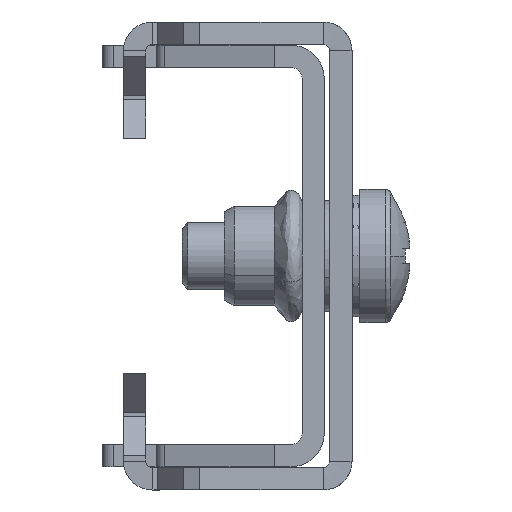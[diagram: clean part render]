
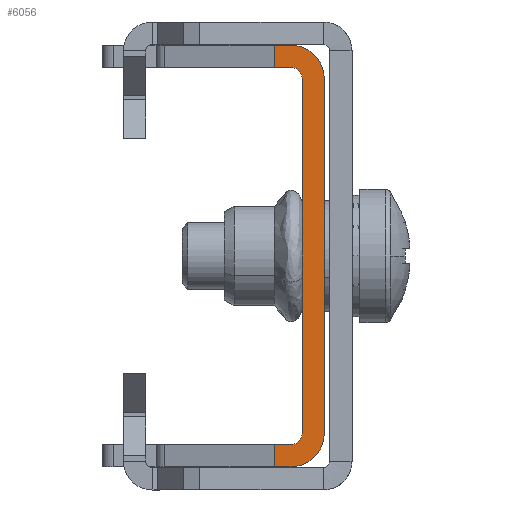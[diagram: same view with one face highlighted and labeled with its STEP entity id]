
A CAD part, left-side view. The second image highlights one B-rep face of the part: STEP entity #6056.
In plain terms, the highlighted planar face has unit normal (-1, 0, 0).
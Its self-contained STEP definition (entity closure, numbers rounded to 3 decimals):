
#213 = CARTESIAN_POINT ( 'NONE',  ( -118.3, 0., 16. ) ) ;
#309 = VECTOR ( 'NONE', #9342, 1000. ) ;
#400 = ORIENTED_EDGE ( 'NONE', *, *, #569, .T. ) ;
#449 = AXIS2_PLACEMENT_3D ( 'NONE', #11343, #10768, #10707 ) ;
#484 = CARTESIAN_POINT ( 'NONE',  ( -118.3, 2.5, -19. ) ) ;
#569 = EDGE_CURVE ( 'NONE', #10748, #9220, #7302, .T. ) ;
#607 = CARTESIAN_POINT ( 'NONE',  ( -118.3, 1., 17. ) ) ;
#695 = VECTOR ( 'NONE', #11333, 1000. ) ;
#753 = FACE_OUTER_BOUND ( 'NONE', #3025, .T. ) ;
#908 = CARTESIAN_POINT ( 'NONE',  ( -118.3, 1., -17. ) ) ;
#1349 = CARTESIAN_POINT ( 'NONE',  ( -118.3, 2.5, 19. ) ) ;
#1567 = LINE ( 'NONE', #7006, #9076 ) ;
#1632 = ORIENTED_EDGE ( 'NONE', *, *, #12584, .T. ) ;
#1666 = ORIENTED_EDGE ( 'NONE', *, *, #10313, .T. ) ;
#1693 = VERTEX_POINT ( 'NONE', #908 ) ;
#1777 = VECTOR ( 'NONE', #9644, 1000. ) ;
#1781 = VERTEX_POINT ( 'NONE', #213 ) ;
#1970 = VERTEX_POINT ( 'NONE', #5865 ) ;
#2705 = VECTOR ( 'NONE', #5382, 1000. ) ;
#2783 = AXIS2_PLACEMENT_3D ( 'NONE', #4611, #8008, #9761 ) ;
#2808 = CARTESIAN_POINT ( 'NONE',  ( -118.3, 0., 16. ) ) ;
#2809 = ORIENTED_EDGE ( 'NONE', *, *, #3721, .T. ) ;
#2945 = AXIS2_PLACEMENT_3D ( 'NONE', #12166, #6712, #6666 ) ;
#3025 = EDGE_LOOP ( 'NONE', ( #7466, #4504, #7419, #400, #6370, #5390, #1632, #8526, #2809, #8114, #10529, #1666 ) ) ;
#3124 = CARTESIAN_POINT ( 'NONE',  ( -118.3, 1., 19. ) ) ;
#3172 = VERTEX_POINT ( 'NONE', #484 ) ;
#3443 = CARTESIAN_POINT ( 'NONE',  ( -118.3, 2.5, -17. ) ) ;
#3508 = LINE ( 'NONE', #9609, #695 ) ;
#3547 = EDGE_CURVE ( 'NONE', #1781, #6760, #10980, .T. ) ;
#3589 = DIRECTION ( 'NONE',  ( 0., 0., -1. ) ) ;
#3655 = EDGE_CURVE ( 'NONE', #9220, #12315, #12098, .T. ) ;
#3708 = DIRECTION ( 'NONE',  ( 0., 0., -1. ) ) ;
#3721 = EDGE_CURVE ( 'NONE', #7177, #1781, #4019, .T. ) ;
#3858 = VECTOR ( 'NONE', #3589, 1000. ) ;
#3877 = EDGE_CURVE ( 'NONE', #12315, #11985, #5793, .T. ) ;
#3981 = VECTOR ( 'NONE', #11570, 1000. ) ;
#4019 = CIRCLE ( 'NONE', #2783, 1. ) ;
#4504 = ORIENTED_EDGE ( 'NONE', *, *, #9286, .T. ) ;
#4611 = CARTESIAN_POINT ( 'NONE',  ( -118.3, 1., 16. ) ) ;
#4893 = AXIS2_PLACEMENT_3D ( 'NONE', #5895, #5827, #5796 ) ;
#5183 = CIRCLE ( 'NONE', #4893, 1. ) ;
#5382 = DIRECTION ( 'NONE',  ( 0., 1., 0. ) ) ;
#5390 = ORIENTED_EDGE ( 'NONE', *, *, #3877, .T. ) ;
#5557 = VERTEX_POINT ( 'NONE', #3443 ) ;
#5634 = VECTOR ( 'NONE', #3708, 1000. ) ;
#5744 = AXIS2_PLACEMENT_3D ( 'NONE', #10435, #10230, #10190 ) ;
#5793 = LINE ( 'NONE', #12310, #2705 ) ;
#5796 = DIRECTION ( 'NONE',  ( 0., 0., 1. ) ) ;
#5827 = DIRECTION ( 'NONE',  ( 1., 0., 0. ) ) ;
#5831 = VERTEX_POINT ( 'NONE', #12436 ) ;
#5865 = CARTESIAN_POINT ( 'NONE',  ( -118.3, 1., -19. ) ) ;
#5895 = CARTESIAN_POINT ( 'NONE',  ( -118.3, 1., -16. ) ) ;
#5957 = LINE ( 'NONE', #9358, #309 ) ;
#6056 = ADVANCED_FACE ( 'NONE', ( #753 ), #10802, .T. ) ;
#6370 = ORIENTED_EDGE ( 'NONE', *, *, #3655, .T. ) ;
#6666 = DIRECTION ( 'NONE',  ( 0., 0., 1. ) ) ;
#6693 = CARTESIAN_POINT ( 'NONE',  ( -118.3, 2.5, 19. ) ) ;
#6712 = DIRECTION ( 'NONE',  ( -1., 0., 0. ) ) ;
#6760 = VERTEX_POINT ( 'NONE', #11078 ) ;
#6870 = DIRECTION ( 'NONE',  ( 0., -1., 0. ) ) ;
#6923 = EDGE_CURVE ( 'NONE', #5831, #7177, #1567, .T. ) ;
#7006 = CARTESIAN_POINT ( 'NONE',  ( -118.3, 18., 17. ) ) ;
#7177 = VERTEX_POINT ( 'NONE', #607 ) ;
#7302 = LINE ( 'NONE', #8908, #1777 ) ;
#7419 = ORIENTED_EDGE ( 'NONE', *, *, #7873, .T. ) ;
#7466 = ORIENTED_EDGE ( 'NONE', *, *, #12560, .T. ) ;
#7873 = EDGE_CURVE ( 'NONE', #1970, #10748, #9051, .T. ) ;
#8007 = EDGE_CURVE ( 'NONE', #6760, #1693, #5183, .T. ) ;
#8008 = DIRECTION ( 'NONE',  ( 1., 0., 0. ) ) ;
#8114 = ORIENTED_EDGE ( 'NONE', *, *, #3547, .T. ) ;
#8526 = ORIENTED_EDGE ( 'NONE', *, *, #6923, .T. ) ;
#8908 = CARTESIAN_POINT ( 'NONE',  ( -118.3, -2., -16. ) ) ;
#9051 = CIRCLE ( 'NONE', #5744, 3. ) ;
#9076 = VECTOR ( 'NONE', #6870, 1000. ) ;
#9220 = VERTEX_POINT ( 'NONE', #10507 ) ;
#9280 = LINE ( 'NONE', #11657, #3981 ) ;
#9286 = EDGE_CURVE ( 'NONE', #3172, #1970, #5957, .T. ) ;
#9342 = DIRECTION ( 'NONE',  ( 0., -1., 0. ) ) ;
#9358 = CARTESIAN_POINT ( 'NONE',  ( -118.3, 18., -19. ) ) ;
#9609 = CARTESIAN_POINT ( 'NONE',  ( -118.3, 2.5, 19. ) ) ;
#9644 = DIRECTION ( 'NONE',  ( 0., 0., 1. ) ) ;
#9761 = DIRECTION ( 'NONE',  ( 0., 0., 1. ) ) ;
#10190 = DIRECTION ( 'NONE',  ( 0., 0., 1. ) ) ;
#10230 = DIRECTION ( 'NONE',  ( -1., 0., 0. ) ) ;
#10313 = EDGE_CURVE ( 'NONE', #1693, #5557, #9280, .T. ) ;
#10435 = CARTESIAN_POINT ( 'NONE',  ( -118.3, 1., -16. ) ) ;
#10507 = CARTESIAN_POINT ( 'NONE',  ( -118.3, -2., 16. ) ) ;
#10529 = ORIENTED_EDGE ( 'NONE', *, *, #8007, .T. ) ;
#10707 = DIRECTION ( 'NONE',  ( 0., 0., 1. ) ) ;
#10748 = VERTEX_POINT ( 'NONE', #11194 ) ;
#10768 = DIRECTION ( 'NONE',  ( -1., 0., 0. ) ) ;
#10802 = PLANE ( 'NONE',  #449 ) ;
#10980 = LINE ( 'NONE', #2808, #5634 ) ;
#11078 = CARTESIAN_POINT ( 'NONE',  ( -118.3, 0., -16. ) ) ;
#11194 = CARTESIAN_POINT ( 'NONE',  ( -118.3, -2., -16. ) ) ;
#11333 = DIRECTION ( 'NONE',  ( 0., 0., -1. ) ) ;
#11343 = CARTESIAN_POINT ( 'NONE',  ( -118.3, 1., 16. ) ) ;
#11570 = DIRECTION ( 'NONE',  ( 0., 1., 0. ) ) ;
#11657 = CARTESIAN_POINT ( 'NONE',  ( -118.3, 1., -17. ) ) ;
#11750 = LINE ( 'NONE', #6693, #3858 ) ;
#11985 = VERTEX_POINT ( 'NONE', #1349 ) ;
#12098 = CIRCLE ( 'NONE', #2945, 3. ) ;
#12166 = CARTESIAN_POINT ( 'NONE',  ( -118.3, 1., 16. ) ) ;
#12310 = CARTESIAN_POINT ( 'NONE',  ( -118.3, 1., 19. ) ) ;
#12315 = VERTEX_POINT ( 'NONE', #3124 ) ;
#12436 = CARTESIAN_POINT ( 'NONE',  ( -118.3, 2.5, 17. ) ) ;
#12560 = EDGE_CURVE ( 'NONE', #5557, #3172, #11750, .T. ) ;
#12584 = EDGE_CURVE ( 'NONE', #11985, #5831, #3508, .T. ) ;
